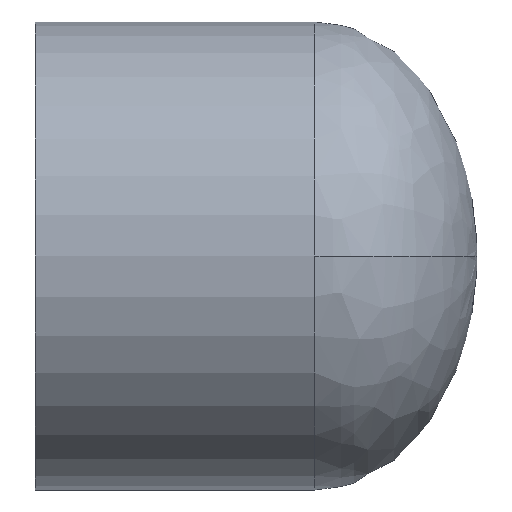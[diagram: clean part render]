
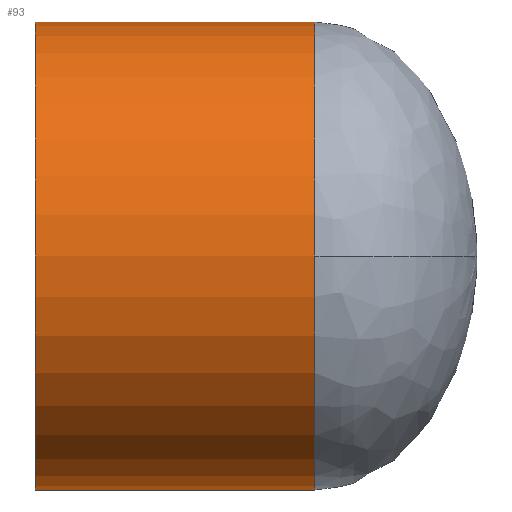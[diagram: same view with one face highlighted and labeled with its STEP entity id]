
A CAD part, front view. The second image highlights one B-rep face of the part: STEP entity #93.
In plain terms, the highlighted cylindrical face has radius 16.993 mm (diameter 33.985 mm), a full revolution.
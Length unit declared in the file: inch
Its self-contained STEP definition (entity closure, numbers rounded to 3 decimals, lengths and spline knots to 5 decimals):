
#16=CYLINDRICAL_SURFACE('',#126,0.669);
#18=FACE_BOUND('',#33,.T.);
#24=FACE_OUTER_BOUND('',#32,.T.);
#32=EDGE_LOOP('',(#75,#76));
#33=EDGE_LOOP('',(#77));
#39=CIRCLE('',#120,0.669);
#42=CIRCLE('',#127,0.669);
#43=CIRCLE('',#128,0.669);
#51=VERTEX_POINT('',#197);
#52=VERTEX_POINT('',#198);
#55=VERTEX_POINT('',#209);
#59=EDGE_CURVE('',#51,#52,#39,.T.);
#64=EDGE_CURVE('',#52,#51,#42,.T.);
#65=EDGE_CURVE('',#55,#55,#43,.T.);
#75=ORIENTED_EDGE('',*,*,#64,.T.);
#76=ORIENTED_EDGE('',*,*,#59,.T.);
#77=ORIENTED_EDGE('',*,*,#65,.F.);
#93=ADVANCED_FACE('',(#24,#18),#16,.T.);
#120=AXIS2_PLACEMENT_3D('',#199,#138,#139);
#126=AXIS2_PLACEMENT_3D('',#207,#150,#151);
#127=AXIS2_PLACEMENT_3D('',#208,#152,#153);
#128=AXIS2_PLACEMENT_3D('',#210,#154,#155);
#138=DIRECTION('center_axis',(-1.,0.,0.));
#139=DIRECTION('ref_axis',(0.,0.,1.));
#150=DIRECTION('center_axis',(-1.,0.,0.));
#151=DIRECTION('ref_axis',(0.,0.,1.));
#152=DIRECTION('center_axis',(-1.,0.,0.));
#153=DIRECTION('ref_axis',(0.,0.,1.));
#154=DIRECTION('center_axis',(-1.,0.,0.));
#155=DIRECTION('ref_axis',(0.,0.,1.));
#197=CARTESIAN_POINT('',(0.1685,0.669,0.));
#198=CARTESIAN_POINT('',(0.1685,-0.669,0.));
#199=CARTESIAN_POINT('Origin',(0.1685,0.,0.));
#207=CARTESIAN_POINT('Origin',(-0.6315,0.,0.));
#208=CARTESIAN_POINT('Origin',(0.1685,0.,0.));
#209=CARTESIAN_POINT('',(-0.6315,0.,0.669));
#210=CARTESIAN_POINT('Origin',(-0.6315,0.,0.));
